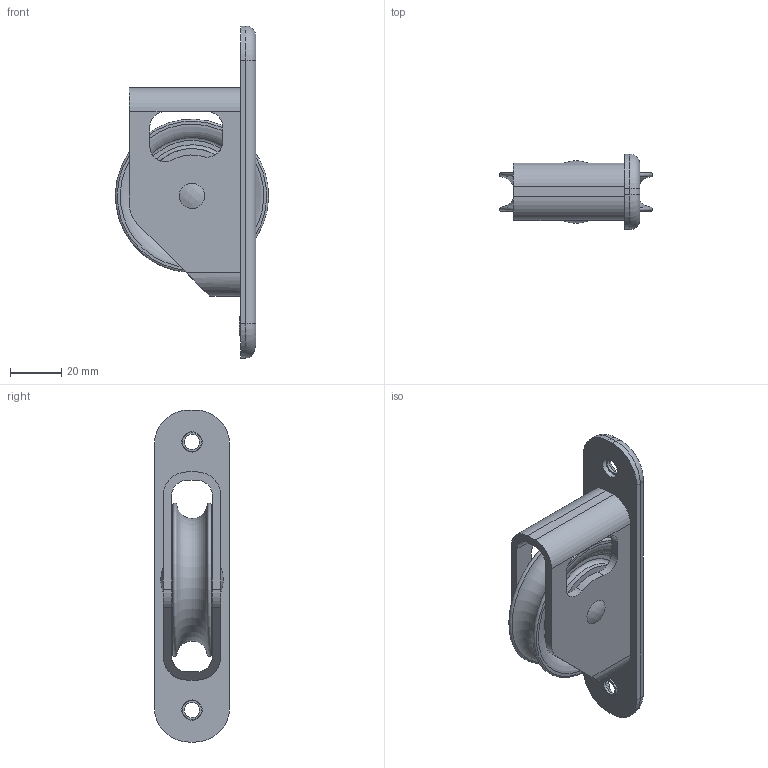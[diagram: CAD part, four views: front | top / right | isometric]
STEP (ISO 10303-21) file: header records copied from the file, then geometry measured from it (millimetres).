
FILE_DESCRIPTION(/* description */ (''),/* implementation_level */ '2;1');
FILE_NAME(/* name */ '00618.stp',/* time_stamp */ '2016-05-04T16:54:17+02:00',/* author */ ('Nicola'),/* organization */ (''),/* preprocessor_version */ 'ST-DEVELOPER v16.1',/* originating_system */ 'Autodesk Inventor 2016',/* authorisation */ '');
FILE_SCHEMA (('AUTOMOTIVE_DESIGN { 1 0 10303 214 3 1 1 }'));
Length unit declared in the file: millimetre
Products named in the file (1): 00618
Bounding box: 59.96 x 29.5 x 130 mm (x, y, z)
Volume: 60584.9 mm3; surface area: 25265.2 mm2
Topology: 1 solids, 1 shells, 106 faces, 273 edges, 171 vertices
Faces by surface type: cylinder 45, plane 36, torus 17, cone 6, sphere 2
Full cylindrical faces by diameter (mm): 6 x2, 7.5 x2, 8 x2, 14 x2, 37 x2
Entity records: 3177 total; most frequent: CARTESIAN_POINT 638, DIRECTION 555, ORIENTED_EDGE 480, EDGE_CURVE 240, AXIS2_PLACEMENT_3D 224, VERTEX_POINT 163, EDGE_LOOP 145, CIRCLE 113
